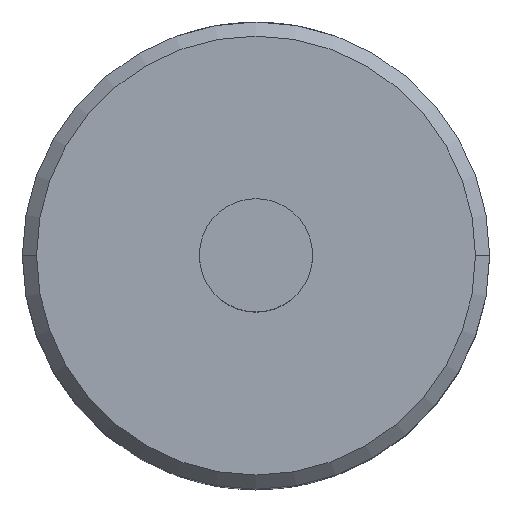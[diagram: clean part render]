
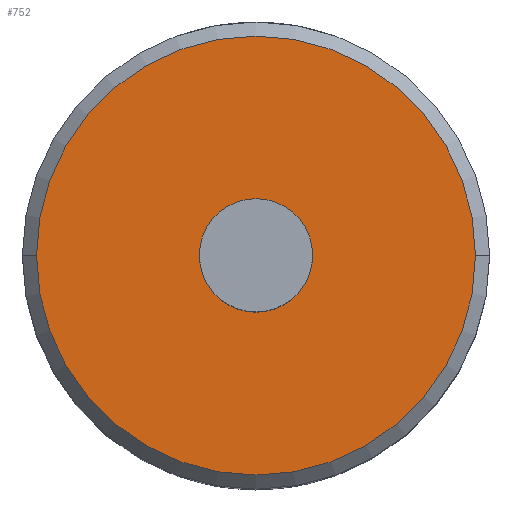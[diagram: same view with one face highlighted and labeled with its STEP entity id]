
A CAD part, top view. The second image highlights one B-rep face of the part: STEP entity #752.
In plain terms, the highlighted planar face has unit normal (0, 0, 1).
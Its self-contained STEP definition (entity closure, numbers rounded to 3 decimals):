
#12 = EDGE_CURVE ( 'NONE', #763, #762, #61, .T. ) ;
#38 = CARTESIAN_POINT ( 'NONE',  ( -7.75, 0., 8. ) ) ;
#61 = CIRCLE ( 'NONE', #269, 7.75 ) ;
#82 = CIRCLE ( 'NONE', #428, 7.75 ) ;
#106 = DIRECTION ( 'NONE',  ( 0., 0., 1. ) ) ;
#146 = CARTESIAN_POINT ( 'NONE',  ( 1.65, 0., 8. ) ) ;
#153 = AXIS2_PLACEMENT_3D ( 'NONE', #743, #560, #570 ) ;
#180 = CARTESIAN_POINT ( 'NONE',  ( 7.75, 0., 8. ) ) ;
#201 = CARTESIAN_POINT ( 'NONE',  ( -1.65, 0., 8. ) ) ;
#206 = CARTESIAN_POINT ( 'NONE',  ( 0., 0., 8. ) ) ;
#210 = DIRECTION ( 'NONE',  ( 1., 0., 0. ) ) ;
#237 = PLANE ( 'NONE',  #363 ) ;
#239 = CIRCLE ( 'NONE', #153, 1.65 ) ;
#269 = AXIS2_PLACEMENT_3D ( 'NONE', #206, #737, #210 ) ;
#286 = EDGE_CURVE ( 'NONE', #470, #339, #697, .T. ) ;
#339 = VERTEX_POINT ( 'NONE', #146 ) ;
#346 = DIRECTION ( 'NONE',  ( 1., 0., 0. ) ) ;
#360 = DIRECTION ( 'NONE',  ( 1., 0., 0. ) ) ;
#363 = AXIS2_PLACEMENT_3D ( 'NONE', #417, #609, #360 ) ;
#394 = CARTESIAN_POINT ( 'NONE',  ( 0., 0., 8. ) ) ;
#417 = CARTESIAN_POINT ( 'NONE',  ( 0., 0., 8. ) ) ;
#419 = EDGE_CURVE ( 'NONE', #339, #470, #239, .T. ) ;
#428 = AXIS2_PLACEMENT_3D ( 'NONE', #394, #106, #640 ) ;
#438 = EDGE_LOOP ( 'NONE', ( #733, #504 ) ) ;
#470 = VERTEX_POINT ( 'NONE', #201 ) ;
#504 = ORIENTED_EDGE ( 'NONE', *, *, #419, .F. ) ;
#542 = EDGE_CURVE ( 'NONE', #762, #763, #82, .T. ) ;
#560 = DIRECTION ( 'NONE',  ( 0., 0., 1. ) ) ;
#570 = DIRECTION ( 'NONE',  ( 1., 0., 0. ) ) ;
#609 = DIRECTION ( 'NONE',  ( 0., 0., 1. ) ) ;
#640 = DIRECTION ( 'NONE',  ( 1., 0., 0. ) ) ;
#656 = AXIS2_PLACEMENT_3D ( 'NONE', #662, #716, #346 ) ;
#662 = CARTESIAN_POINT ( 'NONE',  ( 0., 0., 8. ) ) ;
#689 = ORIENTED_EDGE ( 'NONE', *, *, #542, .T. ) ;
#697 = CIRCLE ( 'NONE', #656, 1.65 ) ;
#706 = ORIENTED_EDGE ( 'NONE', *, *, #12, .T. ) ;
#715 = EDGE_LOOP ( 'NONE', ( #706, #689 ) ) ;
#716 = DIRECTION ( 'NONE',  ( 0., 0., 1. ) ) ;
#728 = FACE_OUTER_BOUND ( 'NONE', #715, .T. ) ;
#733 = ORIENTED_EDGE ( 'NONE', *, *, #286, .F. ) ;
#737 = DIRECTION ( 'NONE',  ( 0., 0., 1. ) ) ;
#743 = CARTESIAN_POINT ( 'NONE',  ( 0., 0., 8. ) ) ;
#752 = ADVANCED_FACE ( 'NONE', ( #728, #761 ), #237, .T. ) ;
#761 = FACE_BOUND ( 'NONE', #438, .T. ) ;
#762 = VERTEX_POINT ( 'NONE', #180 ) ;
#763 = VERTEX_POINT ( 'NONE', #38 ) ;
